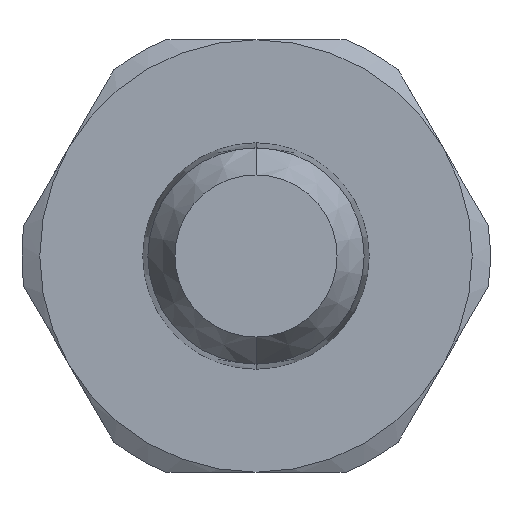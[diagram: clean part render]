
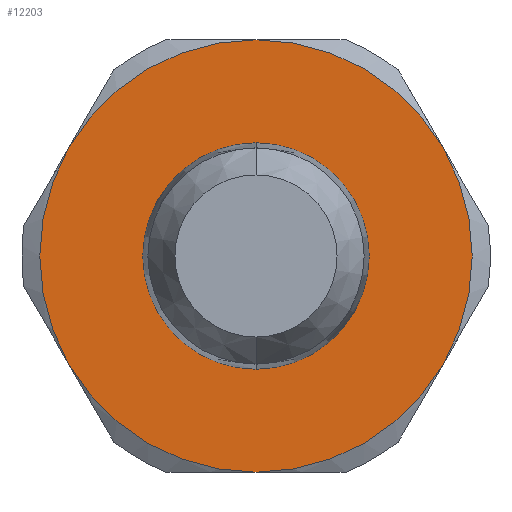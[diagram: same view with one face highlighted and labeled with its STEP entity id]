
A CAD part, front view. The second image highlights one B-rep face of the part: STEP entity #12203.
In plain terms, the highlighted planar face has unit normal (0, -1, 0).
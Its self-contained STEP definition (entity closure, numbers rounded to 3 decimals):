
#25 = CARTESIAN_POINT ( 'NONE',  ( 0., -5.5, 3.142 ) ) ;
#26 = CARTESIAN_POINT ( 'NONE',  ( 0., -5.5, -3.142 ) ) ;
#37 = CARTESIAN_POINT ( 'NONE',  ( 5.196, -5.5, 3. ) ) ;
#48 = CARTESIAN_POINT ( 'NONE',  ( 5.196, -5.5, -3. ) ) ;
#52 = CARTESIAN_POINT ( 'NONE',  ( 0., -5.5, 6. ) ) ;
#54 = CARTESIAN_POINT ( 'NONE',  ( 0., -5.5, -6. ) ) ;
#57 = CARTESIAN_POINT ( 'NONE',  ( -5.196, -5.5, -3. ) ) ;
#60 = CARTESIAN_POINT ( 'NONE',  ( -5.196, -5.5, 3. ) ) ;
#368 = CARTESIAN_POINT ( 'NONE',  ( 0., -5.5, 0. ) ) ;
#369 = DIRECTION ( 'NONE',  ( 0., 1., 0. ) ) ;
#370 = DIRECTION ( 'NONE',  ( 0., 0., 1. ) ) ;
#774 = AXIS2_PLACEMENT_3D ( 'NONE', #368, #369, #370 ) ;
#2229 = PLANE ( 'NONE',  #2517 ) ;
#2236 = CARTESIAN_POINT ( 'NONE',  ( 3.142, -5.5, 0. ) ) ;
#2237 = DIRECTION ( 'NONE',  ( 0., -1., 0. ) ) ;
#2238 = DIRECTION ( 'NONE',  ( 0., 0., -1. ) ) ;
#2517 = AXIS2_PLACEMENT_3D ( 'NONE', #2236, #2237, #2238 ) ;
#2867 = FACE_BOUND ( 'NONE', #8713, .T. ) ;
#2868 = FACE_OUTER_BOUND ( 'NONE', #8715, .T. ) ;
#8024 = CIRCLE ( 'NONE', #13314, 3.142 ) ;
#8071 = CIRCLE ( 'NONE', #13328, 6. ) ;
#8078 = CIRCLE ( 'NONE', #13332, 6. ) ;
#8080 = CIRCLE ( 'NONE', #13334, 6. ) ;
#8081 = CIRCLE ( 'NONE', #13331, 6. ) ;
#8082 = CIRCLE ( 'NONE', #13336, 6. ) ;
#8084 = CIRCLE ( 'NONE', #13338, 6. ) ;
#8126 = CIRCLE ( 'NONE', #774, 3.142 ) ;
#8425 = CARTESIAN_POINT ( 'NONE',  ( 0., -5.5, 0. ) ) ;
#8426 = DIRECTION ( 'NONE',  ( 0., 1., 0. ) ) ;
#8427 = DIRECTION ( 'NONE',  ( 0., 0., 1. ) ) ;
#8510 = CARTESIAN_POINT ( 'NONE',  ( 0., -5.5, 0. ) ) ;
#8511 = DIRECTION ( 'NONE',  ( 0., 1., 0. ) ) ;
#8512 = DIRECTION ( 'NONE',  ( 0., 0., 1. ) ) ;
#8538 = CARTESIAN_POINT ( 'NONE',  ( 0., -5.5, 0. ) ) ;
#8539 = DIRECTION ( 'NONE',  ( 0., 1., 0. ) ) ;
#8540 = DIRECTION ( 'NONE',  ( 0., 0., 1. ) ) ;
#8545 = CARTESIAN_POINT ( 'NONE',  ( 0., -5.5, 0. ) ) ;
#8546 = DIRECTION ( 'NONE',  ( 0., 1., 0. ) ) ;
#8547 = DIRECTION ( 'NONE',  ( 0., 0., 1. ) ) ;
#8561 = CARTESIAN_POINT ( 'NONE',  ( 0., -5.5, 0. ) ) ;
#8562 = DIRECTION ( 'NONE',  ( 0., 1., 0. ) ) ;
#8563 = DIRECTION ( 'NONE',  ( 0., 0., 1. ) ) ;
#8577 = CARTESIAN_POINT ( 'NONE',  ( 0., -5.5, 0. ) ) ;
#8578 = DIRECTION ( 'NONE',  ( 0., 1., 0. ) ) ;
#8579 = DIRECTION ( 'NONE',  ( 0., 0., 1. ) ) ;
#8593 = CARTESIAN_POINT ( 'NONE',  ( 0., -5.5, 0. ) ) ;
#8594 = DIRECTION ( 'NONE',  ( 0., 1., 0. ) ) ;
#8595 = DIRECTION ( 'NONE',  ( 0., 0., 1. ) ) ;
#8713 = EDGE_LOOP ( 'NONE', ( #13380, #13381 ) ) ;
#8715 = EDGE_LOOP ( 'NONE', ( #13382, #13383, #13384, #13385, #13386, #13387 ) ) ;
#10618 = VERTEX_POINT ( 'NONE', #25 ) ;
#10619 = VERTEX_POINT ( 'NONE', #26 ) ;
#10630 = VERTEX_POINT ( 'NONE', #37 ) ;
#10641 = VERTEX_POINT ( 'NONE', #48 ) ;
#10645 = VERTEX_POINT ( 'NONE', #52 ) ;
#10647 = VERTEX_POINT ( 'NONE', #54 ) ;
#10650 = VERTEX_POINT ( 'NONE', #57 ) ;
#10653 = VERTEX_POINT ( 'NONE', #60 ) ;
#11805 = EDGE_CURVE ( 'NONE', #10618, #10619, #8024, .T. ) ;
#11839 = EDGE_CURVE ( 'NONE', #10630, #10641, #8071, .T. ) ;
#11845 = EDGE_CURVE ( 'NONE', #10645, #10630, #8081, .T. ) ;
#11847 = EDGE_CURVE ( 'NONE', #10641, #10647, #8078, .T. ) ;
#11851 = EDGE_CURVE ( 'NONE', #10647, #10650, #8080, .T. ) ;
#11855 = EDGE_CURVE ( 'NONE', #10650, #10653, #8082, .T. ) ;
#11859 = EDGE_CURVE ( 'NONE', #10653, #10645, #8084, .T. ) ;
#11899 = EDGE_CURVE ( 'NONE', #10619, #10618, #8126, .T. ) ;
#12203 = ADVANCED_FACE ( 'NONE', ( #2867, #2868 ), #2229, .T. ) ;
#13314 = AXIS2_PLACEMENT_3D ( 'NONE', #8425, #8426, #8427 ) ;
#13328 = AXIS2_PLACEMENT_3D ( 'NONE', #8510, #8511, #8512 ) ;
#13331 = AXIS2_PLACEMENT_3D ( 'NONE', #8538, #8539, #8540 ) ;
#13332 = AXIS2_PLACEMENT_3D ( 'NONE', #8545, #8546, #8547 ) ;
#13334 = AXIS2_PLACEMENT_3D ( 'NONE', #8561, #8562, #8563 ) ;
#13336 = AXIS2_PLACEMENT_3D ( 'NONE', #8577, #8578, #8579 ) ;
#13338 = AXIS2_PLACEMENT_3D ( 'NONE', #8593, #8594, #8595 ) ;
#13380 = ORIENTED_EDGE ( 'NONE', *, *, #11805, .T. ) ;
#13381 = ORIENTED_EDGE ( 'NONE', *, *, #11899, .T. ) ;
#13382 = ORIENTED_EDGE ( 'NONE', *, *, #11845, .F. ) ;
#13383 = ORIENTED_EDGE ( 'NONE', *, *, #11859, .F. ) ;
#13384 = ORIENTED_EDGE ( 'NONE', *, *, #11855, .F. ) ;
#13385 = ORIENTED_EDGE ( 'NONE', *, *, #11851, .F. ) ;
#13386 = ORIENTED_EDGE ( 'NONE', *, *, #11847, .F. ) ;
#13387 = ORIENTED_EDGE ( 'NONE', *, *, #11839, .F. ) ;
